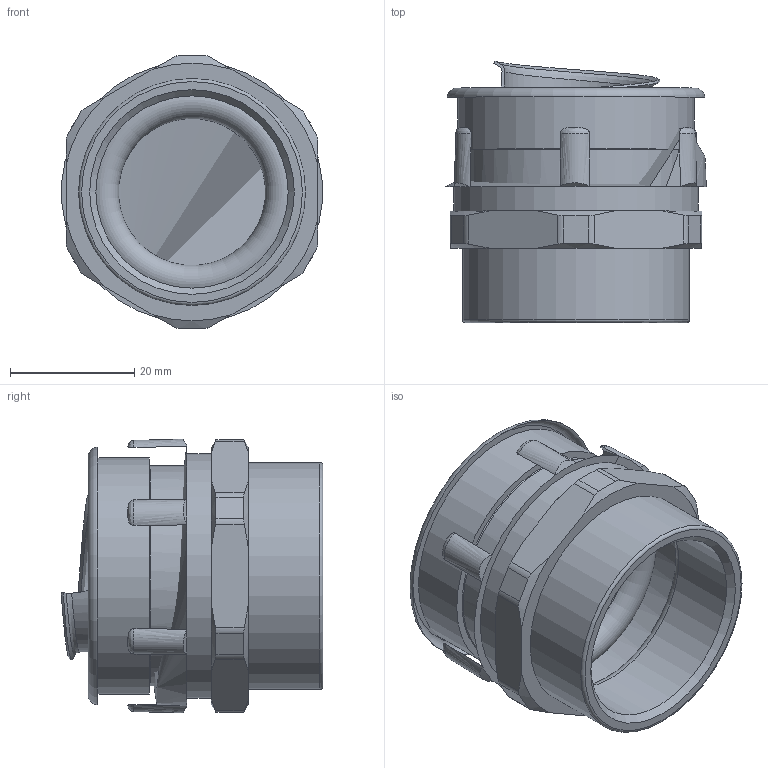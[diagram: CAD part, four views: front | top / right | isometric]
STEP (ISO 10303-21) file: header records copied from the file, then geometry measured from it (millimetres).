
FILE_DESCRIPTION(/* description */ (''),/* implementation_level */ '2;1');
FILE_NAME(/* name */ 'РКВ-25.stp',/* time_stamp */ '2021-06-08T12:35:55+07:00',/* author */ ('zeta-09'),/* organization */ (''),/* preprocessor_version */ 'ST-DEVELOPER v18.1',/* originating_system */ 'Autodesk Inventor 2021',/* authorisation */ '');
FILE_SCHEMA (('AUTOMOTIVE_DESIGN { 1 0 10303 214 3 1 1 }'));
Length unit declared in the file: millimetre
Products named in the file (1): РКВ-25
Bounding box: 42.04 x 42.21 x 44.12 mm (x, y, z)
Volume: 15004.5 mm3; surface area: 19622.1 mm2
Topology: 8 solids, 8 shells, 113 faces, 317 edges, 224 vertices
Faces by surface type: bspline 30, cone 26, plane 26, cylinder 24, torus 7
Full cylindrical faces by diameter (mm): 23.7 x1, 24.5 x1, 31 x1, 32.6 x1, 33 x1, 33.5 x1, 34.3 x1, 35.5 x1, 36.6 x1, 37 x1, 38.1 x1, 39.5 x1
Entity records: 5027 total; most frequent: CARTESIAN_POINT 2083, ORIENTED_EDGE 644, DIRECTION 512, EDGE_CURVE 322, VERTEX_POINT 229, AXIS2_PLACEMENT_3D 216, CIRCLE 132, EDGE_LOOP 121
